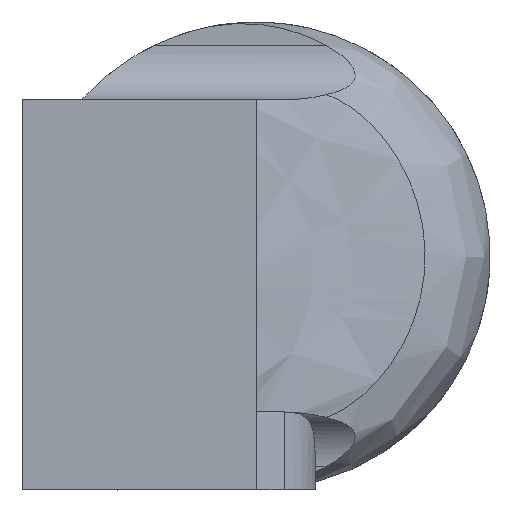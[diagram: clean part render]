
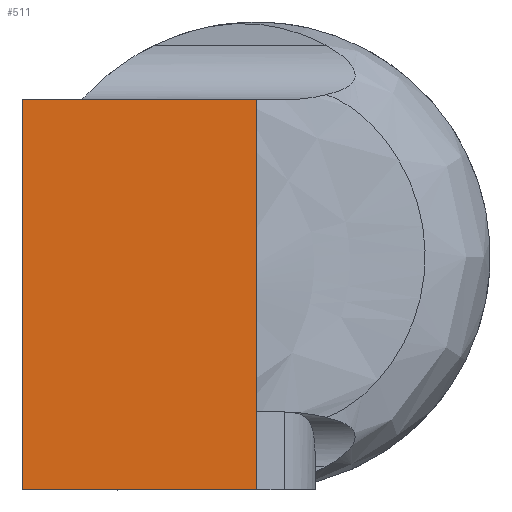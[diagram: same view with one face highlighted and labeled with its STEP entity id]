
A CAD part, left-side view. The second image highlights one B-rep face of the part: STEP entity #511.
In plain terms, the highlighted planar face has unit normal (-1, 0, 0).
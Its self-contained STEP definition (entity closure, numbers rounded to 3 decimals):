
#25=PLANE('',#559);
#48=FACE_OUTER_BOUND('',#76,.T.);
#76=EDGE_LOOP('',(#418,#419,#420,#421));
#126=LINE('',#764,#167);
#139=LINE('',#1085,#180);
#147=LINE('',#1098,#188);
#148=LINE('',#1099,#189);
#167=VECTOR('',#600,10.);
#180=VECTOR('',#641,10.);
#188=VECTOR('',#651,10.);
#189=VECTOR('',#652,10.);
#224=VERTEX_POINT('',#761);
#225=VERTEX_POINT('',#763);
#249=VERTEX_POINT('',#1082);
#250=VERTEX_POINT('',#1084);
#277=EDGE_CURVE('',#224,#225,#126,.T.);
#311=EDGE_CURVE('',#249,#250,#139,.T.);
#319=EDGE_CURVE('',#250,#224,#147,.T.);
#320=EDGE_CURVE('',#249,#225,#148,.T.);
#418=ORIENTED_EDGE('',*,*,#319,.F.);
#419=ORIENTED_EDGE('',*,*,#311,.F.);
#420=ORIENTED_EDGE('',*,*,#320,.T.);
#421=ORIENTED_EDGE('',*,*,#277,.F.);
#511=ADVANCED_FACE('',(#48),#25,.T.);
#559=AXIS2_PLACEMENT_3D('',#1097,#649,#650);
#600=DIRECTION('',(0.,1.,0.));
#641=DIRECTION('',(0.,-1.,0.));
#649=DIRECTION('center_axis',(-1.,0.,0.));
#650=DIRECTION('ref_axis',(0.,0.,
-1.));
#651=DIRECTION('',(0.,0.,-1.));
#652=DIRECTION('',(0.,0.,-1.));
#761=CARTESIAN_POINT('',(3.948,-0.013,0.));
#763=CARTESIAN_POINT('',(3.948,2.987,0.));
#764=CARTESIAN_POINT('',(3.948,2.987,0.));
#1082=CARTESIAN_POINT('',(3.948,2.987,5.));
#1084=CARTESIAN_POINT('',(3.948,-0.013,5.));
#1085=CARTESIAN_POINT('',(3.948,2.987,5.));
#1097=CARTESIAN_POINT('Origin',(3.948,2.987,5.));
#1098=CARTESIAN_POINT('',(3.948,-0.013,5.));
#1099=CARTESIAN_POINT('',(3.948,2.987,5.));
